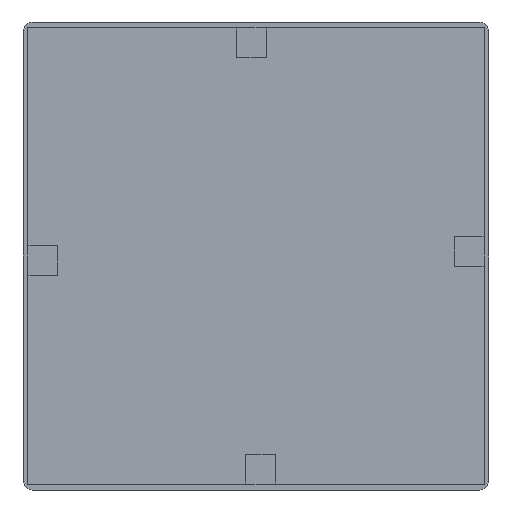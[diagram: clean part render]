
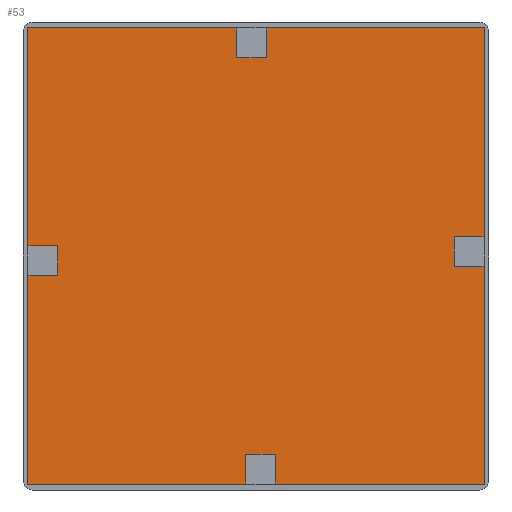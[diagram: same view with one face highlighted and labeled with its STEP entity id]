
A CAD part, left-side view. The second image highlights one B-rep face of the part: STEP entity #53.
In plain terms, the highlighted planar face has unit normal (-1, 0, 0).
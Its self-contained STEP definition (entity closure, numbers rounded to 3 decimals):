
#53=ADVANCED_FACE('',(#84),#86,.F.);
#84=FACE_BOUND('',#85,.T.);
#85=EDGE_LOOP('',(#303,#304,#305,#306,#307,#308,#309,#310,#311,#312,#313,#314,#315,
#316,#317,#318,#319,#320,#321,#322));
#86=PLANE('',#87);
#87=AXIS2_PLACEMENT_3D('',#88,#89,#90);
#88=CARTESIAN_POINT('',(60.,0.,0.));
#89=DIRECTION('',(1.,0.,0.));
#90=DIRECTION('',(0.,1.,0.));
#303=ORIENTED_EDGE('',*,*,#471,.F.);
#304=ORIENTED_EDGE('',*,*,#472,.T.);
#305=ORIENTED_EDGE('',*,*,#473,.T.);
#306=ORIENTED_EDGE('',*,*,#474,.F.);
#307=ORIENTED_EDGE('',*,*,#475,.F.);
#308=ORIENTED_EDGE('',*,*,#476,.F.);
#309=ORIENTED_EDGE('',*,*,#477,.T.);
#310=ORIENTED_EDGE('',*,*,#478,.T.);
#311=ORIENTED_EDGE('',*,*,#479,.F.);
#312=ORIENTED_EDGE('',*,*,#480,.F.);
#313=ORIENTED_EDGE('',*,*,#481,.F.);
#314=ORIENTED_EDGE('',*,*,#482,.T.);
#315=ORIENTED_EDGE('',*,*,#483,.T.);
#316=ORIENTED_EDGE('',*,*,#484,.F.);
#317=ORIENTED_EDGE('',*,*,#485,.F.);
#318=ORIENTED_EDGE('',*,*,#486,.F.);
#319=ORIENTED_EDGE('',*,*,#487,.T.);
#320=ORIENTED_EDGE('',*,*,#488,.T.);
#321=ORIENTED_EDGE('',*,*,#489,.F.);
#322=ORIENTED_EDGE('',*,*,#490,.F.);
#471=EDGE_CURVE('',#555,#556,#557,.F.);
#472=EDGE_CURVE('',#555,#558,#559,.T.);
#473=EDGE_CURVE('',#558,#560,#561,.T.);
#474=EDGE_CURVE('',#562,#560,#563,.F.);
#475=EDGE_CURVE('',#564,#562,#565,.F.);
#476=EDGE_CURVE('',#566,#564,#567,.F.);
#477=EDGE_CURVE('',#566,#568,#569,.T.);
#478=EDGE_CURVE('',#568,#570,#571,.T.);
#479=EDGE_CURVE('',#572,#570,#573,.F.);
#480=EDGE_CURVE('',#574,#572,#575,.F.);
#481=EDGE_CURVE('',#576,#574,#577,.F.);
#482=EDGE_CURVE('',#576,#578,#579,.T.);
#483=EDGE_CURVE('',#578,#580,#581,.T.);
#484=EDGE_CURVE('',#582,#580,#583,.F.);
#485=EDGE_CURVE('',#584,#582,#585,.F.);
#486=EDGE_CURVE('',#586,#584,#587,.F.);
#487=EDGE_CURVE('',#586,#588,#589,.T.);
#488=EDGE_CURVE('',#588,#590,#591,.T.);
#489=EDGE_CURVE('',#592,#590,#593,.F.);
#490=EDGE_CURVE('',#556,#592,#594,.F.);
#555=VERTEX_POINT('',#695);
#556=VERTEX_POINT('',#696);
#557=LINE('',#697,#698);
#558=VERTEX_POINT('',#700);
#559=LINE('',#701,#702);
#560=VERTEX_POINT('',#704);
#561=LINE('',#705,#706);
#562=VERTEX_POINT('',#708);
#563=LINE('',#709,#710);
#564=VERTEX_POINT('',#712);
#565=LINE('',#713,#714);
#566=VERTEX_POINT('',#716);
#567=LINE('',#717,#718);
#568=VERTEX_POINT('',#720);
#569=LINE('',#721,#722);
#570=VERTEX_POINT('',#724);
#571=LINE('',#725,#726);
#572=VERTEX_POINT('',#728);
#573=LINE('',#729,#730);
#574=VERTEX_POINT('',#732);
#575=LINE('',#733,#734);
#576=VERTEX_POINT('',#736);
#577=LINE('',#737,#738);
#578=VERTEX_POINT('',#740);
#579=LINE('',#741,#742);
#580=VERTEX_POINT('',#744);
#581=LINE('',#745,#746);
#582=VERTEX_POINT('',#748);
#583=LINE('',#749,#750);
#584=VERTEX_POINT('',#752);
#585=LINE('',#753,#754);
#586=VERTEX_POINT('',#756);
#587=LINE('',#757,#758);
#588=VERTEX_POINT('',#760);
#589=LINE('',#761,#762);
#590=VERTEX_POINT('',#764);
#591=LINE('',#765,#766);
#592=VERTEX_POINT('',#768);
#593=LINE('',#769,#770);
#594=LINE('',#772,#773);
#695=CARTESIAN_POINT('',(60.,76.5,-6.5));
#696=CARTESIAN_POINT('',(60.,66.5,-6.5));
#697=CARTESIAN_POINT('',(60.,66.5,-6.5));
#698=VECTOR('',#699,1.);
#699=DIRECTION('',(0.,1.,0.));
#700=CARTESIAN_POINT('',(60.,76.5,-76.5));
#701=CARTESIAN_POINT('',(60.,76.5,-6.5));
#702=VECTOR('',#703,1.);
#703=DIRECTION('',(0.,0.,-1.));
#704=CARTESIAN_POINT('',(60.,3.5,-76.5));
#705=CARTESIAN_POINT('',(60.,76.5,-76.5));
#706=VECTOR('',#707,1.);
#707=DIRECTION('',(0.,-1.,0.));
#708=CARTESIAN_POINT('',(60.,3.5,-66.5));
#709=CARTESIAN_POINT('',(60.,3.5,-76.5));
#710=VECTOR('',#711,1.);
#711=DIRECTION('',(0.,0.,1.));
#712=CARTESIAN_POINT('',(60.,-6.5,-66.5));
#713=CARTESIAN_POINT('',(60.,3.5,-66.5));
#714=VECTOR('',#715,1.);
#715=DIRECTION('',(0.,-1.,0.));
#716=CARTESIAN_POINT('',(60.,-6.5,-76.5));
#717=CARTESIAN_POINT('',(60.,-6.5,-66.5));
#718=VECTOR('',#719,1.);
#719=DIRECTION('',(0.,0.,-1.));
#720=CARTESIAN_POINT('',(60.,-76.5,-76.5));
#721=CARTESIAN_POINT('',(60.,-6.5,-76.5));
#722=VECTOR('',#723,1.);
#723=DIRECTION('',(0.,-1.,0.));
#724=CARTESIAN_POINT('',(60.,-76.5,-3.5));
#725=CARTESIAN_POINT('',(60.,-76.5,-76.5));
#726=VECTOR('',#727,1.);
#727=DIRECTION('',(0.,0.,1.));
#728=CARTESIAN_POINT('',(60.,-66.5,-3.5));
#729=CARTESIAN_POINT('',(60.,-76.5,-3.5));
#730=VECTOR('',#731,1.);
#731=DIRECTION('',(0.,1.,0.));
#732=CARTESIAN_POINT('',(60.,-66.5,6.5));
#733=CARTESIAN_POINT('',(60.,-66.5,-3.5));
#734=VECTOR('',#735,1.);
#735=DIRECTION('',(0.,0.,1.));
#736=CARTESIAN_POINT('',(60.,-76.5,6.5));
#737=CARTESIAN_POINT('',(60.,-66.5,6.5));
#738=VECTOR('',#739,1.);
#739=DIRECTION('',(0.,-1.,0.));
#740=CARTESIAN_POINT('',(60.,-76.5,76.5));
#741=CARTESIAN_POINT('',(60.,-76.5,6.5));
#742=VECTOR('',#743,1.);
#743=DIRECTION('',(0.,0.,1.));
#744=CARTESIAN_POINT('',(60.,-3.5,76.5));
#745=CARTESIAN_POINT('',(60.,-76.5,76.5));
#746=VECTOR('',#747,1.);
#747=DIRECTION('',(0.,1.,0.));
#748=CARTESIAN_POINT('',(60.,-3.5,66.5));
#749=CARTESIAN_POINT('',(60.,-3.5,76.5));
#750=VECTOR('',#751,1.);
#751=DIRECTION('',(0.,0.,-1.));
#752=CARTESIAN_POINT('',(60.,6.5,66.5));
#753=CARTESIAN_POINT('',(60.,-3.5,66.5));
#754=VECTOR('',#755,1.);
#755=DIRECTION('',(0.,1.,0.));
#756=CARTESIAN_POINT('',(60.,6.5,76.5));
#757=CARTESIAN_POINT('',(60.,6.5,66.5));
#758=VECTOR('',#759,1.);
#759=DIRECTION('',(0.,0.,1.));
#760=CARTESIAN_POINT('',(60.,76.5,76.5));
#761=CARTESIAN_POINT('',(60.,6.5,76.5));
#762=VECTOR('',#763,1.);
#763=DIRECTION('',(0.,1.,0.));
#764=CARTESIAN_POINT('',(60.,76.5,3.5));
#765=CARTESIAN_POINT('',(60.,76.5,76.5));
#766=VECTOR('',#767,1.);
#767=DIRECTION('',(0.,0.,-1.));
#768=CARTESIAN_POINT('',(60.,66.5,3.5));
#769=CARTESIAN_POINT('',(60.,76.5,3.5));
#770=VECTOR('',#771,1.);
#771=DIRECTION('',(0.,-1.,0.));
#772=CARTESIAN_POINT('',(60.,66.5,3.5));
#773=VECTOR('',#774,1.);
#774=DIRECTION('',(0.,0.,-1.));
